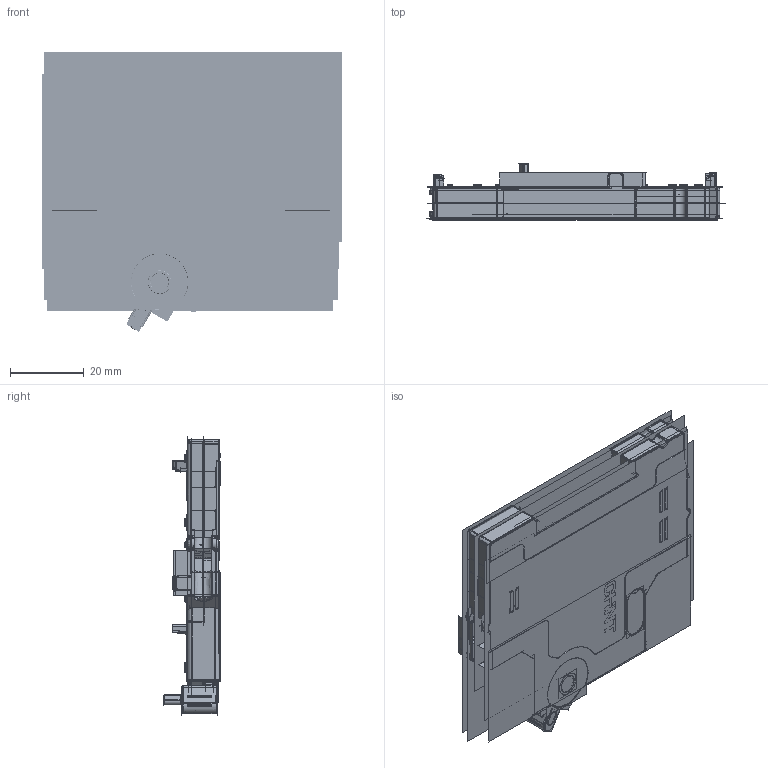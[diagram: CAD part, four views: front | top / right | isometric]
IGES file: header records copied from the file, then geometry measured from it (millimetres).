
Start section:  PTC IGES file: ax-x1-.igs
Global section: file name: ax-x1-.igs; native system: Pro/ENGINEER by Parametric Technology Corporation; preprocessor: 2009460; author: liujin; organization: Unknown; date: 20170406.171738; units: millimetre
Bounding box: 81.31 x 15.36 x 76 mm (x, y, z)
Volume: 56631.5 mm3; surface area: 622101.5 mm2
Topology: 18 solids, 19 shells, 3800 faces, 25367 edges, 36195 vertices
Faces by surface type: bspline 2226, revolution 1488, extrusion 86
